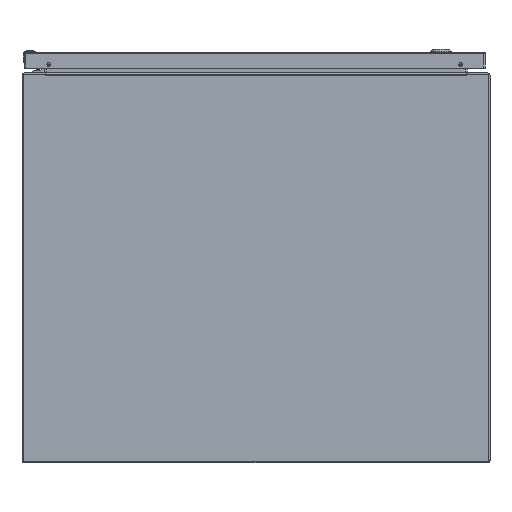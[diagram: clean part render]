
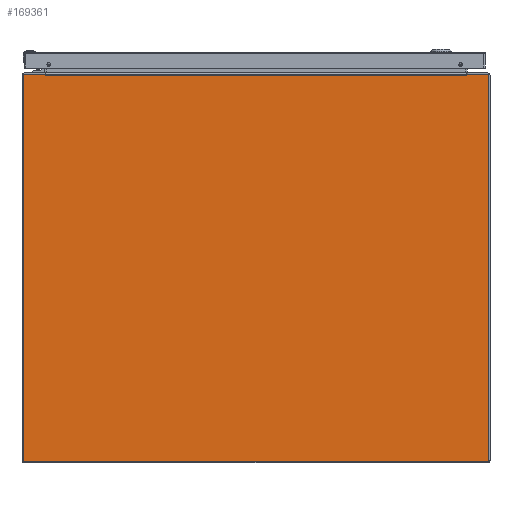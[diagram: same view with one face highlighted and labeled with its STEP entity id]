
A CAD part, front view. The second image highlights one B-rep face of the part: STEP entity #169361.
In plain terms, the highlighted planar face has unit normal (0, -1, 0).
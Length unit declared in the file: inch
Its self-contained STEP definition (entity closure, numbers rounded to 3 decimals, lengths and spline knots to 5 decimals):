
#43 = ORIENTED_EDGE ( 'NONE', *, *, #87003, .F. ) ;
#2007 = CARTESIAN_POINT ( 'NONE',  ( 10.82312, -15., 9.937 ) ) ;
#2424 = ORIENTED_EDGE ( 'NONE', *, *, #106505, .F. ) ;
#5008 = DIRECTION ( 'NONE',  ( 0., 0., -1. ) ) ;
#5069 = ORIENTED_EDGE ( 'NONE', *, *, #148369, .F. ) ;
#5878 = DIRECTION ( 'NONE',  ( 0., 1., 0. ) ) ;
#6626 = DIRECTION ( 'NONE',  ( -1., 0., 0. ) ) ;
#7354 = CIRCLE ( 'NONE', #94049, 0.08 ) ;
#7483 = LINE ( 'NONE', #45241, #30350 ) ;
#8023 = EDGE_CURVE ( 'NONE', #85618, #125034, #67783, .T. ) ;
#10739 = CIRCLE ( 'NONE', #125431, 0.08 ) ;
#11054 = ORIENTED_EDGE ( 'NONE', *, *, #121511, .F. ) ;
#13089 = AXIS2_PLACEMENT_3D ( 'NONE', #135114, #41590, #95039 ) ;
#16659 = VERTEX_POINT ( 'NONE', #47091 ) ;
#24197 = LINE ( 'NONE', #74939, #88706 ) ;
#27921 = CIRCLE ( 'NONE', #108950, 0.08 ) ;
#30350 = VECTOR ( 'NONE', #6626, 39.37008 ) ;
#31712 = VERTEX_POINT ( 'NONE', #132341 ) ;
#33743 = EDGE_CURVE ( 'NONE', #88225, #168207, #102246, .T. ) ;
#34759 = CARTESIAN_POINT ( 'NONE',  ( -11.857, -15., -9.937 ) ) ;
#35665 = DIRECTION ( 'NONE',  ( 0., 0., 1. ) ) ;
#37382 = CARTESIAN_POINT ( 'NONE',  ( 11.857, -15., -9.937 ) ) ;
#38132 = CARTESIAN_POINT ( 'NONE',  ( 0., -15., 9.883 ) ) ;
#41590 = DIRECTION ( 'NONE',  ( 0., 1., 0. ) ) ;
#41922 = VERTEX_POINT ( 'NONE', #2007 ) ;
#42375 = CARTESIAN_POINT ( 'NONE',  ( 11.937, -15., -9.857 ) ) ;
#45241 = CARTESIAN_POINT ( 'NONE',  ( 10.80579, -15., 9.883 ) ) ;
#45934 = ORIENTED_EDGE ( 'NONE', *, *, #8023, .T. ) ;
#47091 = CARTESIAN_POINT ( 'NONE',  ( -11.857, -15., 9.937 ) ) ;
#47609 = DIRECTION ( 'NONE',  ( 0., 0., -1. ) ) ;
#49878 = CARTESIAN_POINT ( 'NONE',  ( 0., -15., 9.937 ) ) ;
#53632 = CARTESIAN_POINT ( 'NONE',  ( 11.857, -15., 9.857 ) ) ;
#55007 = VECTOR ( 'NONE', #35665, 39.37008 ) ;
#56001 = EDGE_CURVE ( 'NONE', #110285, #142223, #169715, .T. ) ;
#56228 = EDGE_CURVE ( 'NONE', #170455, #85618, #7483, .T. ) ;
#56665 = CARTESIAN_POINT ( 'NONE',  ( -11.937, -15., 9.857 ) ) ;
#58164 = LINE ( 'NONE', #96742, #109446 ) ;
#59032 = DIRECTION ( 'NONE',  ( 0., 1., 0. ) ) ;
#60718 = ORIENTED_EDGE ( 'NONE', *, *, #85575, .F. ) ;
#60769 = EDGE_CURVE ( 'NONE', #41922, #170455, #160493, .T. ) ;
#63514 = VERTEX_POINT ( 'NONE', #42375 ) ;
#63960 = ORIENTED_EDGE ( 'NONE', *, *, #134280, .F. ) ;
#64178 = VERTEX_POINT ( 'NONE', #37382 ) ;
#67536 = CARTESIAN_POINT ( 'NONE',  ( 10.798, -15., 9.883 ) ) ;
#67783 = LINE ( 'NONE', #38132, #170727 ) ;
#72532 = CARTESIAN_POINT ( 'NONE',  ( 10.8136, -15., 9.883 ) ) ;
#72795 = PLANE ( 'NONE',  #84339 ) ;
#73645 = CARTESIAN_POINT ( 'NONE',  ( -10.82312, -15., 9.937 ) ) ;
#74094 = DIRECTION ( 'NONE',  ( 1., 0., 0. ) ) ;
#74939 = CARTESIAN_POINT ( 'NONE',  ( -10.80579, -15., 9.883 ) ) ;
#76890 = LINE ( 'NONE', #173099, #165158 ) ;
#77044 = CARTESIAN_POINT ( 'NONE',  ( 0., -15., 0. ) ) ;
#78263 = VECTOR ( 'NONE', #103296, 39.37008 ) ;
#81796 = CARTESIAN_POINT ( 'NONE',  ( 10.81836, -15., 9.91 ) ) ;
#82059 = CARTESIAN_POINT ( 'NONE',  ( -11.857, -15., 9.857 ) ) ;
#83296 = CARTESIAN_POINT ( 'NONE',  ( -10.8136, -15., 9.883 ) ) ;
#84339 = AXIS2_PLACEMENT_3D ( 'NONE', #77044, #144386, #88587 ) ;
#85524 = CARTESIAN_POINT ( 'NONE',  ( 11.857, -15., 9.937 ) ) ;
#85575 = EDGE_CURVE ( 'NONE', #168295, #31712, #27921, .T. ) ;
#85618 = VERTEX_POINT ( 'NONE', #67536 ) ;
#87003 = EDGE_CURVE ( 'NONE', #64178, #95484, #58164, .T. ) ;
#87582 = DIRECTION ( 'NONE',  ( 1., 0., 0. ) ) ;
#88225 = VERTEX_POINT ( 'NONE', #164469 ) ;
#88587 = DIRECTION ( 'NONE',  ( 0., 0., -1. ) ) ;
#88706 = VECTOR ( 'NONE', #74094, 39.37008 ) ;
#88864 = VECTOR ( 'NONE', #143451, 39.37008 ) ;
#92005 = EDGE_CURVE ( 'NONE', #16659, #110285, #115485, .T. ) ;
#94049 = AXIS2_PLACEMENT_3D ( 'NONE', #167429, #59032, #47609 ) ;
#95039 = DIRECTION ( 'NONE',  ( 0., 0., -1. ) ) ;
#95055 = DIRECTION ( 'NONE',  ( -0.174, 0., -0.985 ) ) ;
#95484 = VERTEX_POINT ( 'NONE', #34759 ) ;
#96742 = CARTESIAN_POINT ( 'NONE',  ( 0., -15., -9.937 ) ) ;
#97059 = VECTOR ( 'NONE', #87582, 39.37008 ) ;
#98349 = FACE_OUTER_BOUND ( 'NONE', #107870, .T. ) ;
#99542 = EDGE_CURVE ( 'NONE', #31712, #63514, #76890, .T. ) ;
#102246 = LINE ( 'NONE', #155424, #55007 ) ;
#103296 = DIRECTION ( 'NONE',  ( 1., 0., 0. ) ) ;
#103377 = CARTESIAN_POINT ( 'NONE',  ( -10.81836, -15., 9.91 ) ) ;
#106505 = EDGE_CURVE ( 'NONE', #168207, #16659, #10739, .T. ) ;
#107052 = DIRECTION ( 'NONE',  ( 0., 0., -1. ) ) ;
#107870 = EDGE_LOOP ( 'NONE', ( #168220, #2424, #119746, #168423, #43, #63960, #171021, #60718, #5069, #144020, #109555, #45934, #11054, #136296 ) ) ;
#108950 = AXIS2_PLACEMENT_3D ( 'NONE', #53632, #161996, #107052 ) ;
#109446 = VECTOR ( 'NONE', #164848, 39.37008 ) ;
#109555 = ORIENTED_EDGE ( 'NONE', *, *, #56228, .T. ) ;
#110285 = VERTEX_POINT ( 'NONE', #73645 ) ;
#115485 = LINE ( 'NONE', #154765, #97059 ) ;
#119651 = CIRCLE ( 'NONE', #13089, 0.08 ) ;
#119746 = ORIENTED_EDGE ( 'NONE', *, *, #33743, .F. ) ;
#121147 = DIRECTION ( 'NONE',  ( -1., 0., 0. ) ) ;
#121511 = EDGE_CURVE ( 'NONE', #142223, #125034, #24197, .T. ) ;
#125034 = VERTEX_POINT ( 'NONE', #162049 ) ;
#125431 = AXIS2_PLACEMENT_3D ( 'NONE', #82059, #5878, #5008 ) ;
#126828 = LINE ( 'NONE', #49878, #78263 ) ;
#132341 = CARTESIAN_POINT ( 'NONE',  ( 11.937, -15., 9.857 ) ) ;
#134091 = VECTOR ( 'NONE', #95055, 39.37008 ) ;
#134280 = EDGE_CURVE ( 'NONE', #63514, #64178, #7354, .T. ) ;
#135114 = CARTESIAN_POINT ( 'NONE',  ( -11.857, -15., -9.857 ) ) ;
#136296 = ORIENTED_EDGE ( 'NONE', *, *, #56001, .F. ) ;
#142223 = VERTEX_POINT ( 'NONE', #83296 ) ;
#143451 = DIRECTION ( 'NONE',  ( 0.174, 0., -0.985 ) ) ;
#144020 = ORIENTED_EDGE ( 'NONE', *, *, #60769, .T. ) ;
#144386 = DIRECTION ( 'NONE',  ( 0., -1., 0. ) ) ;
#148369 = EDGE_CURVE ( 'NONE', #41922, #168295, #126828, .T. ) ;
#153548 = EDGE_CURVE ( 'NONE', #95484, #88225, #119651, .T. ) ;
#154765 = CARTESIAN_POINT ( 'NONE',  ( 0., -15., 9.937 ) ) ;
#155424 = CARTESIAN_POINT ( 'NONE',  ( -11.937, -15., 0. ) ) ;
#160493 = LINE ( 'NONE', #81796, #134091 ) ;
#161996 = DIRECTION ( 'NONE',  ( 0., 1., 0. ) ) ;
#162049 = CARTESIAN_POINT ( 'NONE',  ( -10.798, -15., 9.883 ) ) ;
#164469 = CARTESIAN_POINT ( 'NONE',  ( -11.937, -15., -9.857 ) ) ;
#164848 = DIRECTION ( 'NONE',  ( -1., 0., 0. ) ) ;
#165158 = VECTOR ( 'NONE', #171370, 39.37008 ) ;
#167429 = CARTESIAN_POINT ( 'NONE',  ( 11.857, -15., -9.857 ) ) ;
#168207 = VERTEX_POINT ( 'NONE', #56665 ) ;
#168220 = ORIENTED_EDGE ( 'NONE', *, *, #92005, .F. ) ;
#168295 = VERTEX_POINT ( 'NONE', #85524 ) ;
#168423 = ORIENTED_EDGE ( 'NONE', *, *, #153548, .F. ) ;
#169361 = ADVANCED_FACE ( 'NONE', ( #98349 ), #72795, .T. ) ;
#169715 = LINE ( 'NONE', #103377, #88864 ) ;
#170455 = VERTEX_POINT ( 'NONE', #72532 ) ;
#170727 = VECTOR ( 'NONE', #121147, 39.37008 ) ;
#171021 = ORIENTED_EDGE ( 'NONE', *, *, #99542, .F. ) ;
#171370 = DIRECTION ( 'NONE',  ( 0., 0., -1. ) ) ;
#173099 = CARTESIAN_POINT ( 'NONE',  ( 11.937, -15., 0. ) ) ;
